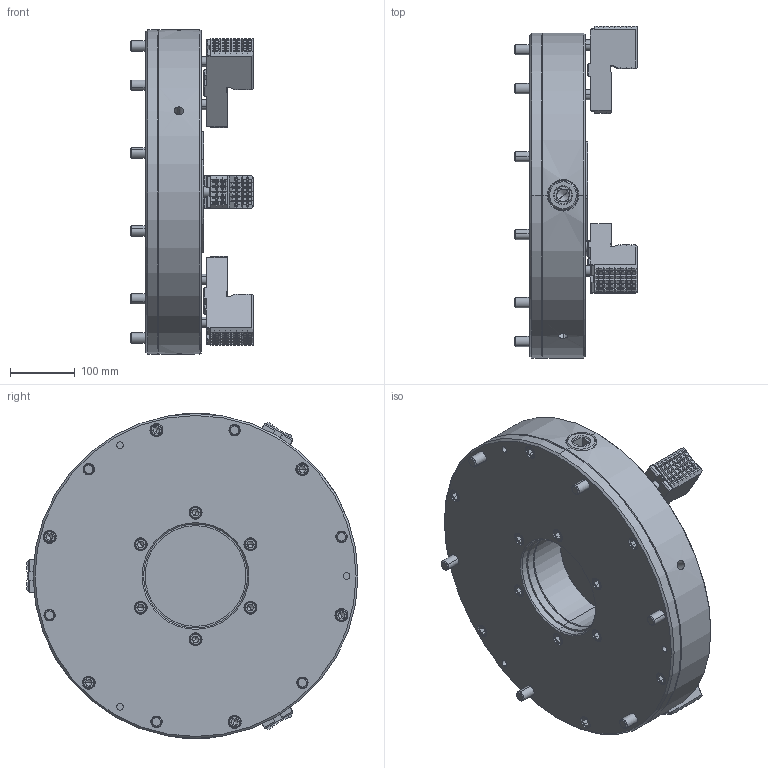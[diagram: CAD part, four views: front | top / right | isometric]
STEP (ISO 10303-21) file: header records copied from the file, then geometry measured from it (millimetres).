
FILE_DESCRIPTION (( 'STEP AP203' ), '1' );
FILE_NAME ('CF-3MF-20.STEP', '2018-11-21T07:29:32', ( '' ), ( '' ), 'SwSTEP 2.0', 'SolidWorks 2016', '' );
FILE_SCHEMA (( 'CONFIG_CONTROL_DESIGN' ));
Length unit declared in the file: millimetre
Products named in the file (10): CF-3MF-20; 圓頭內六角螺栓_M16x40; CF-3MF-20-07000; CF-3MF-20-08000; 圓頭內六角螺栓_M16x90(全牙); CF-3MF-20-06010; CF-3MF-20-10000; 圓頭內六角螺栓_M12x25; 錐平頭六角孔螺栓_M6x14; CF-3MF-20-01010
Assembly tree (38 placements, depth 2):
  CF-3MF-20
    CF-3MF-20-01010
    CF-3MF-20-06010
    CF-3MF-20-07000  x2
    CF-3MF-20-08000
    CF-3MF-20-10000  x3
    圓頭內六角螺栓_M16x40  x6
    圓頭內六角螺栓_M12x25  x12
    圓頭內六角螺栓_M16x90(全牙)  x6
    錐平頭六角孔螺栓_M6x14  x6
Bounding box: 188 x 510.93 x 500 mm (x, y, z)
Volume: 15968257.7 mm3; surface area: 1261196.7 mm2
Topology: 38 solids, 38 shells, 3184 faces, 8420 edges, 5416 vertices
Faces by surface type: plane 1719, cylinder 784, cone 445, bspline 225, torus 11
Entity records: 59498 total; most frequent: CARTESIAN_POINT 17361, ORIENTED_EDGE 8960, DIRECTION 7695, EDGE_CURVE 4480, VERTEX_POINT 2945, AXIS2_PLACEMENT_3D 2567, VECTOR 2561, LINE 2561
